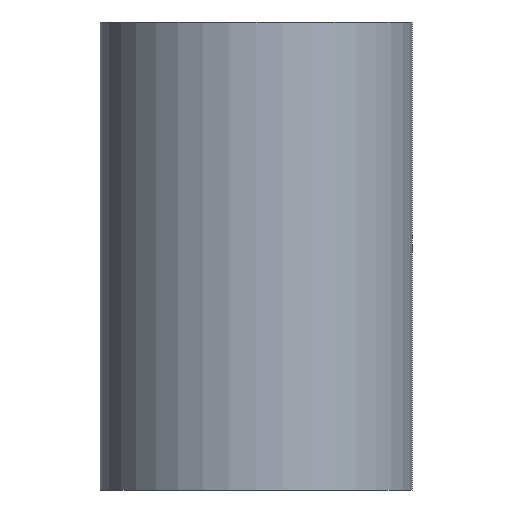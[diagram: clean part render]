
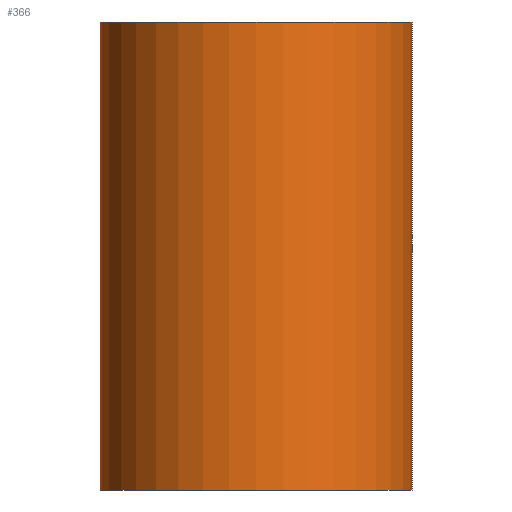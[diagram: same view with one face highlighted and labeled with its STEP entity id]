
A CAD part, front view. The second image highlights one B-rep face of the part: STEP entity #366.
In plain terms, the highlighted cylindrical face has radius 15 mm (diameter 30 mm), a partial arc.
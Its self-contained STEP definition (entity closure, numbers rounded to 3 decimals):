
#5 = ORIENTED_EDGE ( 'NONE', *, *, #424, .T. ) ;
#15 = DIRECTION ( 'NONE',  ( 0., 0., -1. ) ) ;
#34 = DIRECTION ( 'NONE',  ( 1., 0., 0. ) ) ;
#55 = CARTESIAN_POINT ( 'NONE',  ( 15., 0., 45. ) ) ;
#65 = AXIS2_PLACEMENT_3D ( 'NONE', #447, #124, #145 ) ;
#71 = VERTEX_POINT ( 'NONE', #55 ) ;
#93 = VERTEX_POINT ( 'NONE', #135 ) ;
#98 = EDGE_CURVE ( 'NONE', #71, #297, #398, .T. ) ;
#116 = EDGE_CURVE ( 'NONE', #93, #188, #216, .T. ) ;
#124 = DIRECTION ( 'NONE',  ( 0., 0., -1. ) ) ;
#131 = DIRECTION ( 'NONE',  ( 0., 0., -1. ) ) ;
#135 = CARTESIAN_POINT ( 'NONE',  ( -15., 0., 45. ) ) ;
#145 = DIRECTION ( 'NONE',  ( -1., 0., 0. ) ) ;
#176 = FACE_OUTER_BOUND ( 'NONE', #429, .T. ) ;
#187 = DIRECTION ( 'NONE',  ( 0., 0., 1. ) ) ;
#188 = VERTEX_POINT ( 'NONE', #409 ) ;
#192 = CIRCLE ( 'NONE', #428, 15. ) ;
#199 = CYLINDRICAL_SURFACE ( 'NONE', #65, 15. ) ;
#201 = ORIENTED_EDGE ( 'NONE', *, *, #116, .T. ) ;
#205 = ORIENTED_EDGE ( 'NONE', *, *, #212, .F. ) ;
#212 = EDGE_CURVE ( 'NONE', #93, #71, #192, .T. ) ;
#216 = LINE ( 'NONE', #439, #301 ) ;
#238 = CARTESIAN_POINT ( 'NONE',  ( 15., 0., 0. ) ) ;
#244 = DIRECTION ( 'NONE',  ( 1., 0., 0. ) ) ;
#253 = AXIS2_PLACEMENT_3D ( 'NONE', #318, #187, #244 ) ;
#261 = ORIENTED_EDGE ( 'NONE', *, *, #98, .F. ) ;
#286 = CIRCLE ( 'NONE', #253, 15. ) ;
#297 = VERTEX_POINT ( 'NONE', #238 ) ;
#301 = VECTOR ( 'NONE', #131, 1000. ) ;
#318 = CARTESIAN_POINT ( 'NONE',  ( 0., 0., 0. ) ) ;
#324 = CARTESIAN_POINT ( 'NONE',  ( 0., 0., 45. ) ) ;
#366 = ADVANCED_FACE ( 'NONE', ( #176 ), #199, .T. ) ;
#398 = LINE ( 'NONE', #436, #449 ) ;
#409 = CARTESIAN_POINT ( 'NONE',  ( -15., 0., 0. ) ) ;
#421 = DIRECTION ( 'NONE',  ( 0., 0., 1. ) ) ;
#424 = EDGE_CURVE ( 'NONE', #188, #297, #286, .T. ) ;
#428 = AXIS2_PLACEMENT_3D ( 'NONE', #324, #421, #34 ) ;
#429 = EDGE_LOOP ( 'NONE', ( #261, #205, #201, #5 ) ) ;
#436 = CARTESIAN_POINT ( 'NONE',  ( 15., 0., 45. ) ) ;
#439 = CARTESIAN_POINT ( 'NONE',  ( -15., 0., 45. ) ) ;
#447 = CARTESIAN_POINT ( 'NONE',  ( 0., 0., 45. ) ) ;
#449 = VECTOR ( 'NONE', #15, 1000. ) ;
